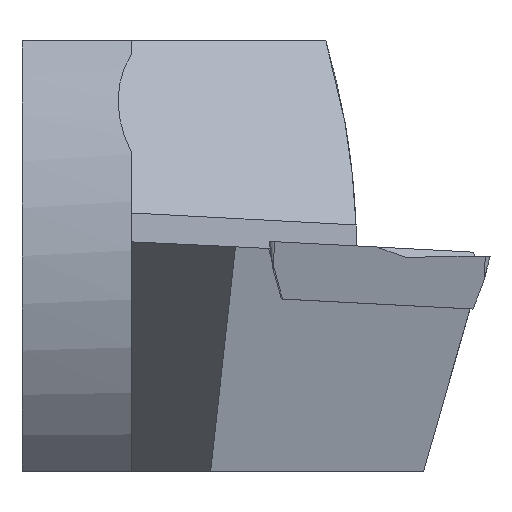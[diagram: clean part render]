
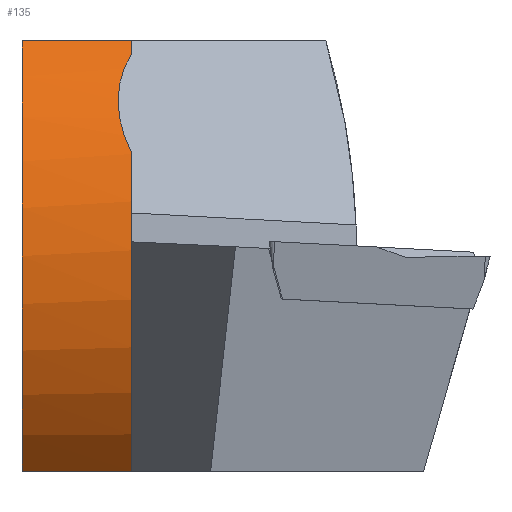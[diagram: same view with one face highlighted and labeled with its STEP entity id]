
A CAD part, left-side view. The second image highlights one B-rep face of the part: STEP entity #135.
In plain terms, the highlighted cylindrical face has radius 12.4 mm (diameter 24.8 mm), a partial arc.
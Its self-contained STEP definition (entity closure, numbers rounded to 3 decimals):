
#113=CYLINDRICAL_SURFACE('',#684,12.4);
#118=CIRCLE('',#681,12.4);
#119=CIRCLE('',#682,12.4);
#120=CIRCLE('',#683,12.4);
#135=ADVANCED_FACE('',(#191),#113,.T.);
#191=FACE_OUTER_BOUND('',#218,.T.);
#218=EDGE_LOOP('',(#300,#301,#302,#303,#304,#305));
#249=ELLIPSE('',#674,31.653,12.4);
#300=ORIENTED_EDGE('',*,*,#486,.F.);
#301=ORIENTED_EDGE('',*,*,#502,.T.);
#302=ORIENTED_EDGE('',*,*,#503,.T.);
#303=ORIENTED_EDGE('',*,*,#504,.T.);
#304=ORIENTED_EDGE('',*,*,#499,.F.);
#305=ORIENTED_EDGE('',*,*,#505,.T.);
#430=VERTEX_POINT('',#918);
#431=VERTEX_POINT('',#920);
#438=VERTEX_POINT('',#943);
#439=VERTEX_POINT('',#945);
#441=VERTEX_POINT('',#951);
#442=VERTEX_POINT('',#953);
#486=EDGE_CURVE('',#430,#431,#249,.T.);
#499=EDGE_CURVE('',#438,#439,#574,.T.);
#502=EDGE_CURVE('',#430,#441,#118,.T.);
#503=EDGE_CURVE('',#441,#442,#577,.T.);
#504=EDGE_CURVE('',#442,#439,#119,.T.);
#505=EDGE_CURVE('',#438,#431,#120,.T.);
#574=LINE('',#944,#636);
#577=LINE('',#952,#639);
#636=VECTOR('',#770,1.);
#639=VECTOR('',#777,1.);
#674=AXIS2_PLACEMENT_3D('',#919,#747,#748);
#681=AXIS2_PLACEMENT_3D('',#950,#775,#776);
#682=AXIS2_PLACEMENT_3D('',#954,#778,#779);
#683=AXIS2_PLACEMENT_3D('',#955,#780,#781);
#684=AXIS2_PLACEMENT_3D('',#956,#782,#783);
#747=DIRECTION('',(-0.784,-0.392,0.482));
#748=DIRECTION('',(-0.334,0.92,0.205));
#770=DIRECTION('',(0.,1.,0.));
#775=DIRECTION('',(0.,1.,0.));
#776=DIRECTION('',(1.,0.,0.));
#777=DIRECTION('',(0.,1.,0.));
#778=DIRECTION('',(0.,-1.,0.));
#779=DIRECTION('',(1.,0.,0.));
#780=DIRECTION('',(0.,1.,0.));
#781=DIRECTION('',(1.,0.,0.));
#782=DIRECTION('',(0.,1.,0.));
#783=DIRECTION('',(0.,0.,1.));
#918=CARTESIAN_POINT('',(13.435,-4.6,8.472));
#919=CARTESIAN_POINT('',(22.49,-33.141,0.));
#920=CARTESIAN_POINT('',(10.848,-4.6,4.269));
#943=CARTESIAN_POINT('',(13.96,-4.6,-9.));
#944=CARTESIAN_POINT('',(13.96,-4.6,-9.));
#945=CARTESIAN_POINT('',(13.96,0.,-9.));
#950=CARTESIAN_POINT('',(22.49,-4.6,0.));
#951=CARTESIAN_POINT('',(13.96,-4.6,9.));
#952=CARTESIAN_POINT('',(13.96,-4.6,9.));
#953=CARTESIAN_POINT('',(13.96,0.,9.));
#954=CARTESIAN_POINT('',(22.49,0.,0.));
#955=CARTESIAN_POINT('',(22.49,-4.6,0.));
#956=CARTESIAN_POINT('',(22.49,-4.6,0.));
